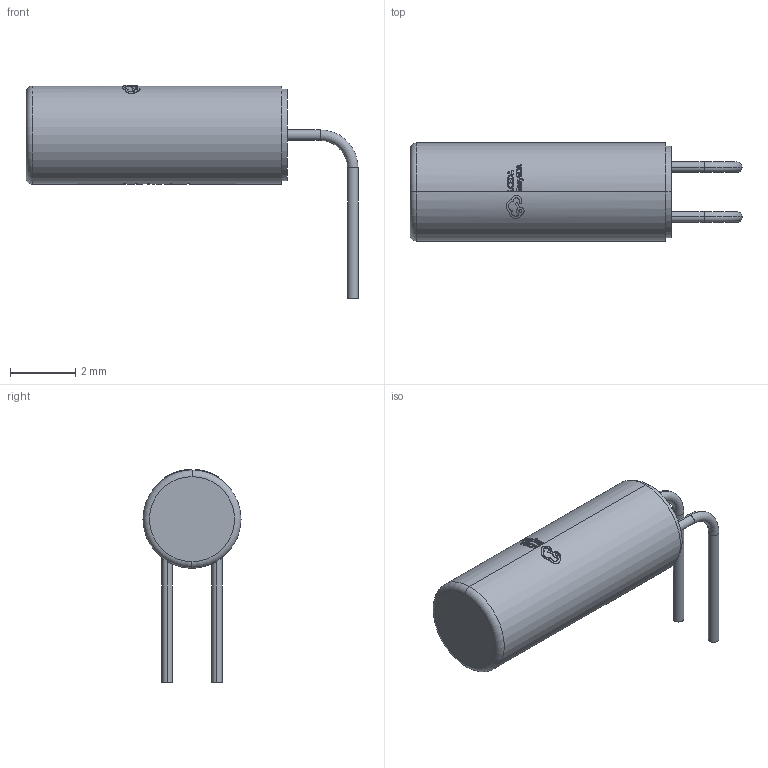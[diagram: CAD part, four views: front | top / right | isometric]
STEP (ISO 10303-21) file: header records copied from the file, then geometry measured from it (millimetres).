
FILE_DESCRIPTION (( 'STEP AP214' ), '1' );
FILE_NAME ('OSC-TH_D3.0-W8.0-P0.8.step', '2022-07-07T03:34:39', ( '' ), ( '' ), 'SwSTEP 2.0', 'SolidWorks 2020', '' );
FILE_SCHEMA (( 'AUTOMOTIVE_DESIGN' ));
Length unit declared in the file: millimetre
Products named in the file (1): OSC-TH_D3.0-W8.0-P0.8
Bounding box: 10.16 x 3 x 6.52 mm (x, y, z)
Volume: 57.4 mm3; surface area: 102.2 mm2
Topology: 1 solids, 1 shells, 304 faces, 823 edges, 545 vertices
Faces by surface type: bspline 167, plane 93, cylinder 38, torus 6
Entity records: 14506 total; most frequent: CARTESIAN_POINT 4941, ORIENTED_EDGE 1646, EDGE_CURVE 823, DIRECTION 674, B_SPLINE_CURVE_WITH_KNOTS 553, VERTEX_POINT 545, EDGE_LOOP 328, UNCERTAINTY_MEASURE_WITH_UNIT 307
